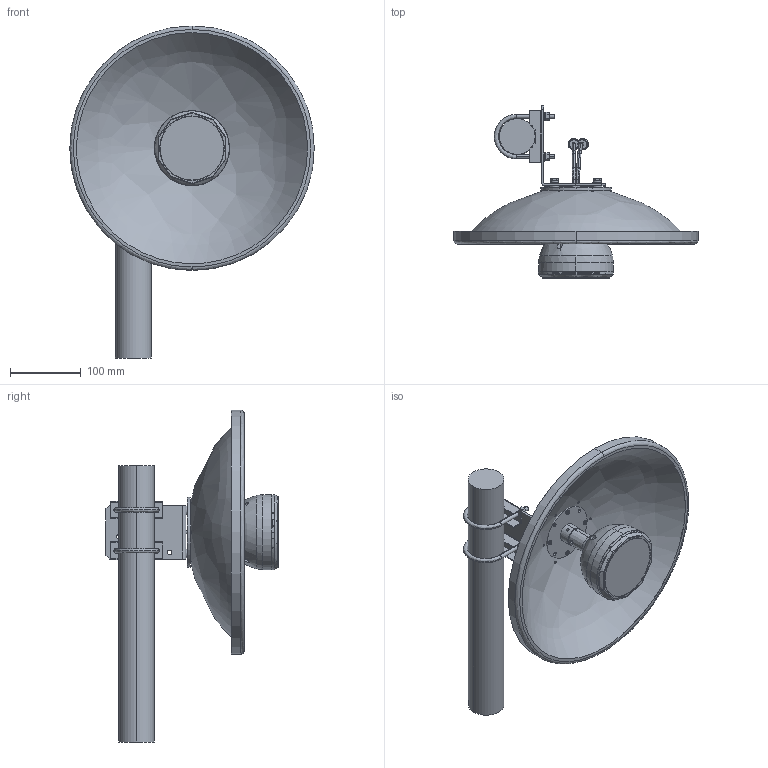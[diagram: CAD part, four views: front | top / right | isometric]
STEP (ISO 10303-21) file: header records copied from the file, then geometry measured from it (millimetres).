
FILE_DESCRIPTION (( 'STEP AP214' ), '1' );
FILE_NAME ('HG3342DP-20D_3D.step', '2023-02-13T16:51:12', ( '' ), ( '' ), 'SwSTEP 2.0', 'SolidWorks 2022', '' );
FILE_SCHEMA (( 'AUTOMOTIVE_DESIGN' ));
Length unit declared in the file: inch
Products named in the file (1): HG3342DP-20D_3D
Bounding box: 345 x 242.95 x 468.55 mm (x, y, z)
Volume: 1164371 mm3; surface area: 492435.3 mm2
Topology: 47 solids, 47 shells, 933 faces, 2265 edges, 1480 vertices
Faces by surface type: plane 380, cylinder 320, bspline 117, cone 108, torus 8
Entity records: 37057 total; most frequent: CARTESIAN_POINT 14884, ORIENTED_EDGE 4514, DIRECTION 4300, EDGE_CURVE 2257, AXIS2_PLACEMENT_3D 1663, VERTEX_POINT 1480, EDGE_LOOP 1157, LINE 974
